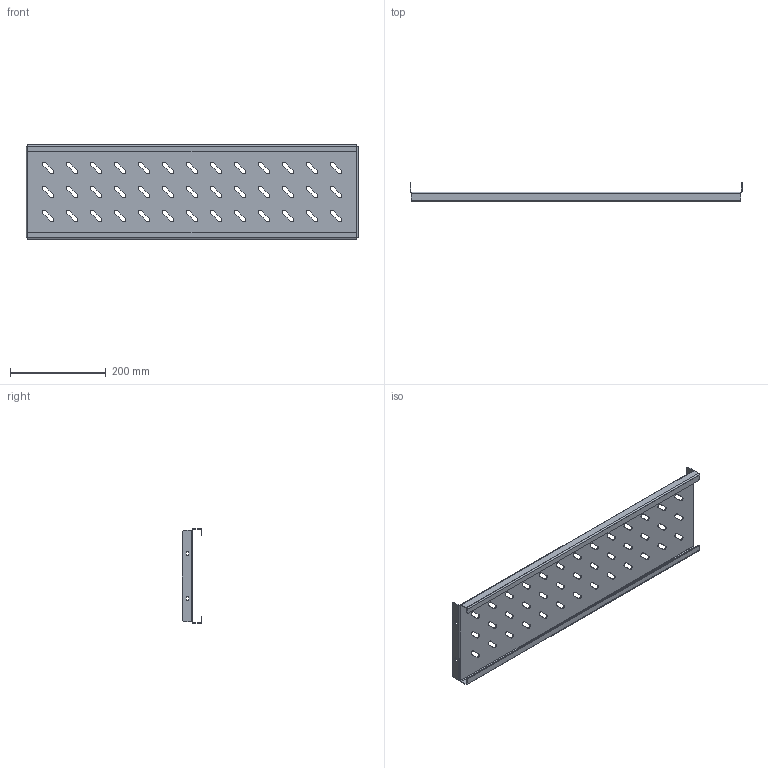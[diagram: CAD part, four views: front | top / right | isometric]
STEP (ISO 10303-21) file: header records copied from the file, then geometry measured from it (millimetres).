
FILE_DESCRIPTION (( 'STEP AP214' ), '1' );
FILE_NAME ('945.284.STEP', '2024-09-23T06:16:56', ( '' ), ( '' ), 'SwSTEP 2.0', 'SolidWorks 2021', '' );
FILE_SCHEMA (( 'AUTOMOTIVE_DESIGN' ));
Length unit declared in the file: millimetre
Products named in the file (1): 945.284
Bounding box: 692 x 41 x 197 mm (x, y, z)
Volume: 263211.3 mm3; surface area: 358172.1 mm2
Topology: 1 solids, 1 shells, 263 faces, 755 edges, 494 vertices
Faces by surface type: cylinder 145, plane 118
Entity records: 8881 total; most frequent: DIRECTION 1573, CARTESIAN_POINT 1513, ORIENTED_EDGE 1510, EDGE_CURVE 755, AXIS2_PLACEMENT_3D 554, VERTEX_POINT 494, LINE 465, VECTOR 465
